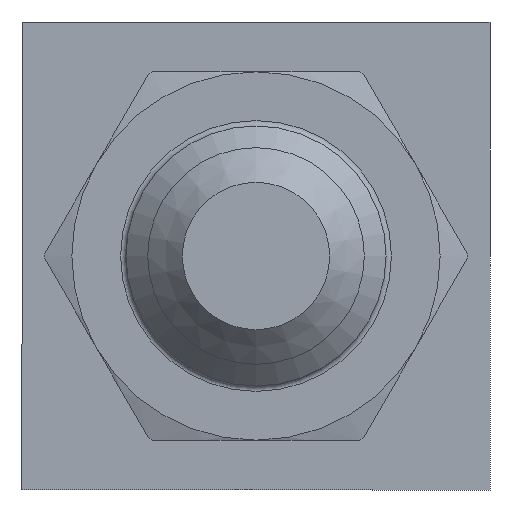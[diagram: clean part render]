
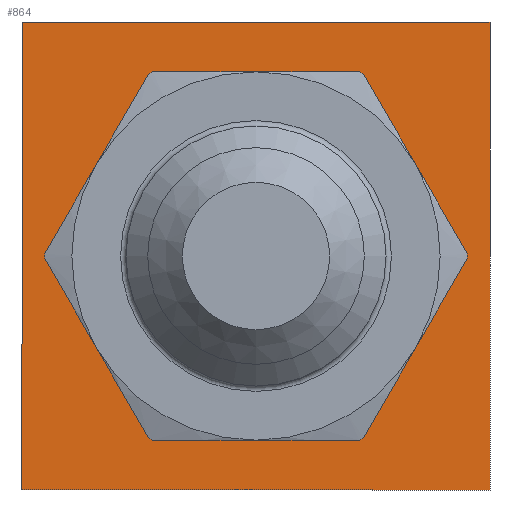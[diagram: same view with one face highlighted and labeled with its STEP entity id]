
A CAD part, front view. The second image highlights one B-rep face of the part: STEP entity #864.
In plain terms, the highlighted planar face has unit normal (0, 1, 0).
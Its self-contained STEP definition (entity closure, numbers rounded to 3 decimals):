
#864=ADVANCED_FACE('',(#1065,#1067),#1069,.T.);
#1065=FACE_BOUND('',#1066,.T.);
#1066=EDGE_LOOP('',(#1170,#1171,#1172,#1173));
#1067=FACE_BOUND('',#1068,.T.);
#1068=EDGE_LOOP('',(#1174));
#1069=PLANE('',#1070);
#1070=AXIS2_PLACEMENT_3D('',#1071,#1072,#1073);
#1071=CARTESIAN_POINT('',(0.,140.,0.));
#1072=DIRECTION('',(-0.,1.,0.));
#1073=DIRECTION('',(0.,0.,1.));
#1170=ORIENTED_EDGE('',*,*,#1343,.T.);
#1171=ORIENTED_EDGE('',*,*,#1344,.T.);
#1172=ORIENTED_EDGE('',*,*,#1345,.T.);
#1173=ORIENTED_EDGE('',*,*,#1346,.T.);
#1174=ORIENTED_EDGE('',*,*,#1347,.T.);
#1343=EDGE_CURVE('',#2044,#2045,#2046,.T.);
#1344=EDGE_CURVE('',#2045,#2047,#2048,.T.);
#1345=EDGE_CURVE('',#2047,#2049,#2050,.T.);
#1346=EDGE_CURVE('',#2049,#2044,#2051,.T.);
#1347=EDGE_CURVE('',#2052,#2052,#2053,.T.);
#2044=VERTEX_POINT('',#2054);
#2045=VERTEX_POINT('',#2055);
#2046=LINE('',#2056,#2057);
#2047=VERTEX_POINT('',#2059);
#2048=LINE('',#2060,#2061);
#2049=VERTEX_POINT('',#2063);
#2050=LINE('',#2064,#2065);
#2051=LINE('',#2067,#2068);
#2052=VERTEX_POINT('',#2070);
#2053=CIRCLE('',#2071,7.5);
#2054=CARTESIAN_POINT('',(0.,140.,0.));
#2055=CARTESIAN_POINT('',(0.,140.,21.6));
#2056=CARTESIAN_POINT('',(0.,140.,0.));
#2057=VECTOR('',#2058,1.);
#2058=DIRECTION('',(0.,0.,1.));
#2059=CARTESIAN_POINT('',(21.6,140.,21.6));
#2060=CARTESIAN_POINT('',(0.,140.,21.6));
#2061=VECTOR('',#2062,1.);
#2062=DIRECTION('',(1.,0.,0.));
#2063=CARTESIAN_POINT('',(21.6,140.,0.));
#2064=CARTESIAN_POINT('',(21.6,140.,21.6));
#2065=VECTOR('',#2066,1.);
#2066=DIRECTION('',(0.,0.,-1.));
#2067=CARTESIAN_POINT('',(21.6,140.,0.));
#2068=VECTOR('',#2069,1.);
#2069=DIRECTION('',(-1.,0.,0.));
#2070=CARTESIAN_POINT('',(18.3,140.,10.8));
#2071=AXIS2_PLACEMENT_3D('',#2072,#2073,#2074);
#2072=CARTESIAN_POINT('',(10.8,140.,10.8));
#2073=DIRECTION('',(0.,-1.,-0.));
#2074=DIRECTION('',(1.,0.,0.));
